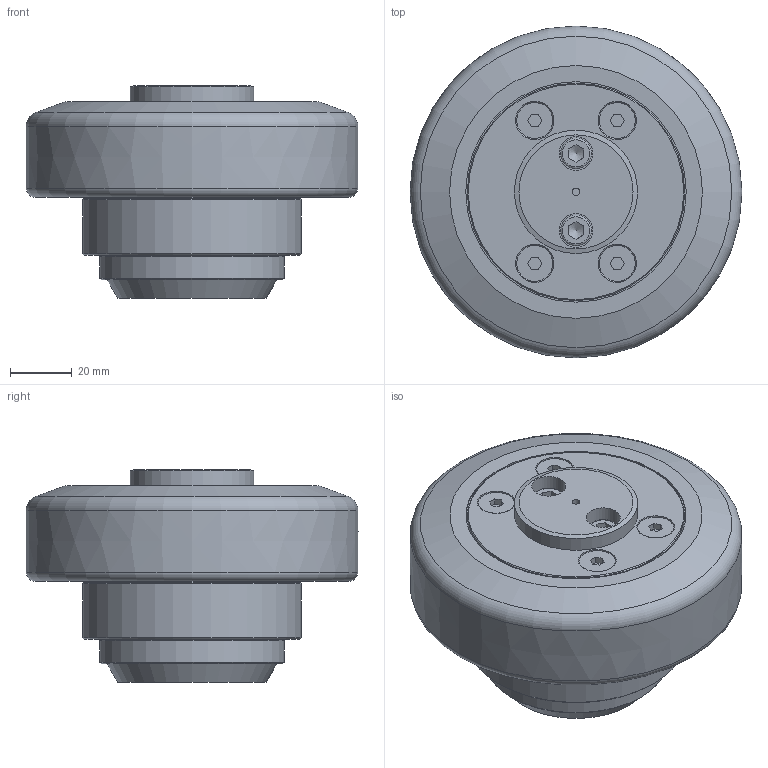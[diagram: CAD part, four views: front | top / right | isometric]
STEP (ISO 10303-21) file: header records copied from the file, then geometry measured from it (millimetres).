
FILE_DESCRIPTION(/* description */ ('-'),/* implementation_level */ '2;1');
FILE_NAME(/* name */ 'TR 110.0368.stp',/* time_stamp */ '2022-08-08T07:58:19+02:00',/* author */ ('seider'),/* organization */ (''),/* preprocessor_version */ 'ST-DEVELOPER v18.1',/* originating_system */ 'Autodesk Inventor 2020',/* authorisation */ '');
FILE_SCHEMA (('AUTOMOTIVE_DESIGN { 1 0 10303 214 3 1 1 }'));
Length unit declared in the file: millimetre
Products named in the file (1): TR 110.0368
Bounding box: 107.69 x 107.7 x 69 mm (x, y, z)
Volume: 346772.9 mm3; surface area: 60195.8 mm2
Topology: 2 solids, 2 shells, 132 faces, 361 edges, 256 vertices
Faces by surface type: plane 69, cylinder 36, cone 17, torus 9, bspline 1
Full cylindrical faces by diameter (mm): 2.5 x1, 3 x2, 4.5 x1, 4.917 x2, 10 x2, 11 x2, 11.7 x4, 12.4 x4, 15 x1, 40 x1, 60 x1, 63 x1, 69.3 x1, 70.5 x2, 71 x1, 71.5 x2, 75 x1, 77 x1, 78 x2, 79 x2, 83.3 x1
Entity records: 4795 total; most frequent: CARTESIAN_POINT 1084, DIRECTION 759, ORIENTED_EDGE 716, EDGE_CURVE 358, AXIS2_PLACEMENT_3D 305, VERTEX_POINT 256, CIRCLE 173, EDGE_LOOP 168
